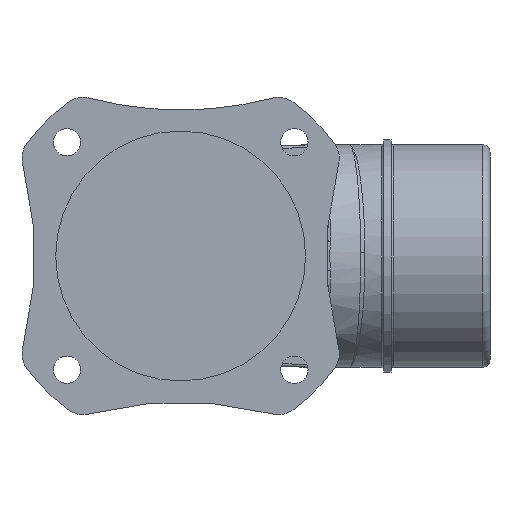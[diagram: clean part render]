
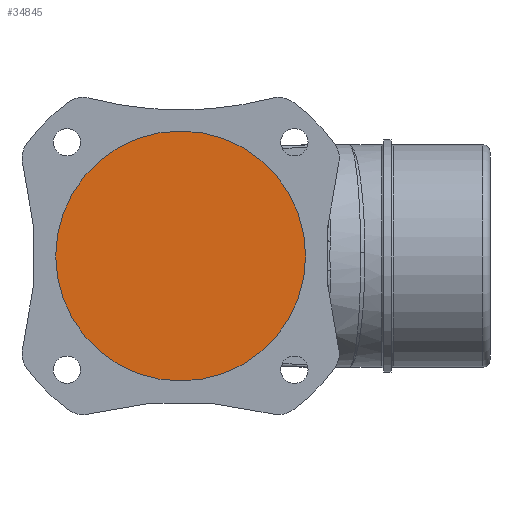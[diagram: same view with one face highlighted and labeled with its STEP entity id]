
A CAD part, front view. The second image highlights one B-rep face of the part: STEP entity #34845.
In plain terms, the highlighted planar face has unit normal (0, -1, 0).
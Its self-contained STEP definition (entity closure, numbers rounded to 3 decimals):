
#6178 = CARTESIAN_POINT ( 'NONE',  ( 0., -32.5, -50.5 ) ) ;
#6188 = CARTESIAN_POINT ( 'NONE',  ( 0., -32.5, 50.5 ) ) ;
#11990 = CIRCLE ( 'NONE', #18540, 50.5 ) ;
#12007 = CIRCLE ( 'NONE', #18562, 50.5 ) ;
#13335 = CARTESIAN_POINT ( 'NONE',  ( 0., -32.5, 0. ) ) ;
#13352 = DIRECTION ( 'NONE',  ( 0., 1., 0. ) ) ;
#13354 = DIRECTION ( 'NONE',  ( 0., 0., 1. ) ) ;
#13418 = CARTESIAN_POINT ( 'NONE',  ( 0., -32.5, 0. ) ) ;
#13435 = DIRECTION ( 'NONE',  ( 0., 1., 0. ) ) ;
#13437 = DIRECTION ( 'NONE',  ( 0., 0., 1. ) ) ;
#18540 = AXIS2_PLACEMENT_3D ( 'NONE', #13335, #13352, #13354 ) ;
#18562 = AXIS2_PLACEMENT_3D ( 'NONE', #13418, #13435, #13437 ) ;
#27780 = VERTEX_POINT ( 'NONE', #6178 ) ;
#27785 = VERTEX_POINT ( 'NONE', #6188 ) ;
#28532 = ORIENTED_EDGE ( 'NONE', *, *, #49792, .F. ) ;
#28533 = ORIENTED_EDGE ( 'NONE', *, *, #49748, .F. ) ;
#34845 = ADVANCED_FACE ( 'NONE', ( #36712 ), #42045, .F. ) ;
#36712 = FACE_OUTER_BOUND ( 'NONE', #37725, .T. ) ;
#37725 = EDGE_LOOP ( 'NONE', ( #28532, #28533 ) ) ;
#42036 = CARTESIAN_POINT ( 'NONE',  ( 0., -32.5, 0. ) ) ;
#42045 = PLANE ( 'NONE',  #44256 ) ;
#42057 = DIRECTION ( 'NONE',  ( 0., 1., 0. ) ) ;
#42058 = DIRECTION ( 'NONE',  ( 0., 0., 1. ) ) ;
#44256 = AXIS2_PLACEMENT_3D ( 'NONE', #42036, #42057, #42058 ) ;
#49748 = EDGE_CURVE ( 'NONE', #27785, #27780, #11990, .T. ) ;
#49792 = EDGE_CURVE ( 'NONE', #27780, #27785, #12007, .T. ) ;
